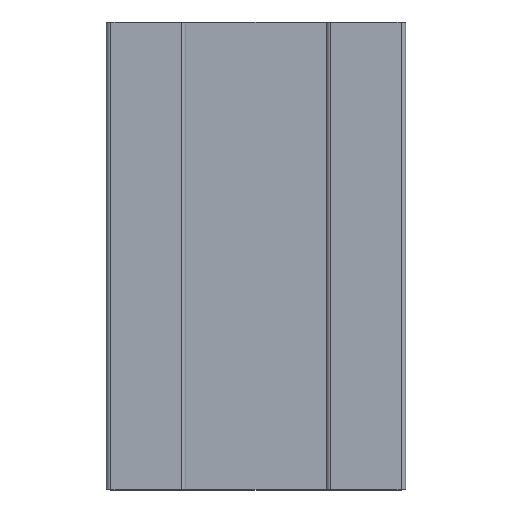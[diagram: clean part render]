
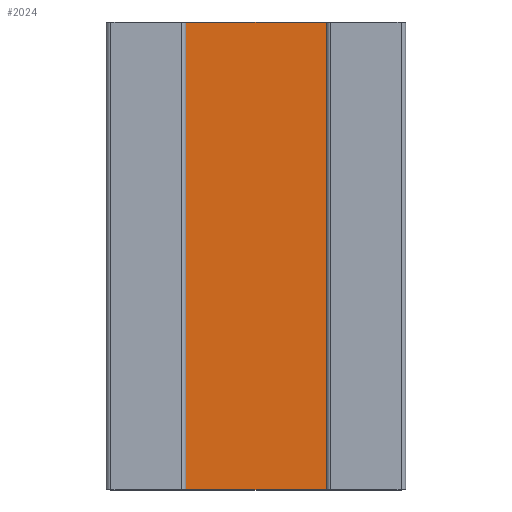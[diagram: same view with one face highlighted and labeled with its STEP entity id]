
A CAD part, top view. The second image highlights one B-rep face of the part: STEP entity #2024.
In plain terms, the highlighted planar face has unit normal (0, 0, 1).
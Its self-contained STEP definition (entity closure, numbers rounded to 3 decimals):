
#1968=CARTESIAN_POINT('',(-7.5,-25.0,3.));
#1969=VERTEX_POINT('',#1968);
#1976=CARTESIAN_POINT('',(-7.5,25.,3.));
#1977=VERTEX_POINT('',#1976);
#1978=CARTESIAN_POINT('',(-7.5,25.,3.));
#1979=DIRECTION('',(0.0,-1.0,0.0));
#1980=VECTOR('',#1979,50.0);
#1981=LINE('',#1978,#1980);
#1982=EDGE_CURVE('',#1977,#1969,#1981,.T.);
#1994=CARTESIAN_POINT('',(-7.5,25.,3.));
#1995=DIRECTION('',(0.0,0.0,1.0));
#1996=DIRECTION('',(1.0,0.0,0.0));
#1997=AXIS2_PLACEMENT_3D('',#1994,#1995,#1996);
#1998=PLANE('',#1997);
#1999=CARTESIAN_POINT('',(7.5,-25.0,3.));
#2000=VERTEX_POINT('',#1999);
#2001=CARTESIAN_POINT('',(-7.5,-25.0,3.));
#2002=DIRECTION('',(1.0,0.0,0.0));
#2003=VECTOR('',#2002,15.);
#2004=LINE('',#2001,#2003);
#2005=EDGE_CURVE('',#1969,#2000,#2004,.T.);
#2006=ORIENTED_EDGE('',*,*,#2005,.T.);
#2007=CARTESIAN_POINT('',(7.5,25.,3.));
#2008=VERTEX_POINT('',#2007);
#2009=CARTESIAN_POINT('',(7.5,25.,3.));
#2010=DIRECTION('',(0.0,-1.0,0.0));
#2011=VECTOR('',#2010,50.0);
#2012=LINE('',#2009,#2011);
#2013=EDGE_CURVE('',#2008,#2000,#2012,.T.);
#2014=ORIENTED_EDGE('',*,*,#2013,.F.);
#2015=CARTESIAN_POINT('',(-7.5,25.,3.));
#2016=DIRECTION('',(1.0,0.0,0.0));
#2017=VECTOR('',#2016,15.);
#2018=LINE('',#2015,#2017);
#2019=EDGE_CURVE('',#1977,#2008,#2018,.T.);
#2020=ORIENTED_EDGE('',*,*,#2019,.F.);
#2021=ORIENTED_EDGE('',*,*,#1982,.T.);
#2022=EDGE_LOOP('',(#2006,#2014,#2020,#2021));
#2023=FACE_OUTER_BOUND('',#2022,.T.);
#2024=ADVANCED_FACE('',(#2023),#1998,.T.);
